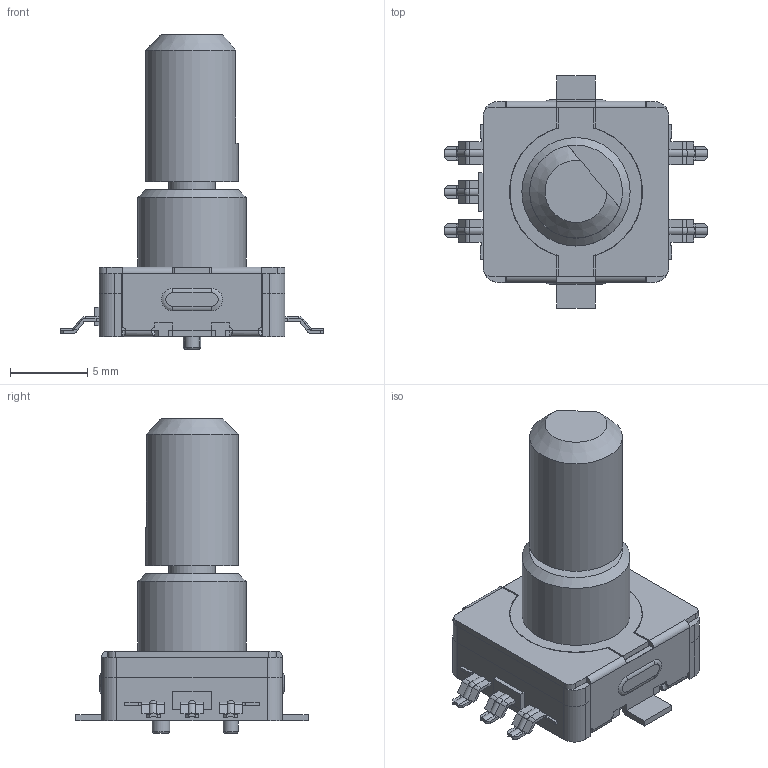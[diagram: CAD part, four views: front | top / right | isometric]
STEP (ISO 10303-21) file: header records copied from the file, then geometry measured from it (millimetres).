
FILE_DESCRIPTION(/* description */ (''),/* implementation_level */ '2;1');
FILE_NAME(/* name */ 'Assembly.step',/* time_stamp */ '2026-01-28T20:28:09-06:00',/* author */ (''),/* organization */ (''),/* preprocessor_version */ 'ST-DEVELOPER v20.1',/* originating_system */ 'Autodesk Translation Framework v14.21.0.0',/* authorisation */ '');
FILE_SCHEMA (('AUTOMOTIVE_DESIGN { 1 0 10303 214 3 1 1 }'));
Length unit declared in the file: millimetre
Products named in the file (5): Untitled; ?C11-SMD-15F; Lb5; 15F; EC11-Housing-SMD
Assembly tree (4 placements, depth 3):
  Untitled
    ?C11-SMD-15F
      Lb5
      15F
      EC11-Housing-SMD
Bounding box: 17 x 15 x 20.3 mm (x, y, z)
Volume: 1046 mm3; surface area: 1623.6 mm2
Topology: 9 solids, 9 shells, 472 faces, 1178 edges, 714 vertices
Faces by surface type: plane 295, cylinder 132, bspline 32, torus 11, cone 2
Full cylindrical faces by diameter (mm): 0.95 x1, 1.15 x1, 3 x2, 6 x1, 7 x1
Entity records: 15361 total; most frequent: CARTESIAN_POINT 3974, DIRECTION 2355, ORIENTED_EDGE 2338, EDGE_CURVE 1169, LINE 845, VECTOR 845, AXIS2_PLACEMENT_3D 755, VERTEX_POINT 714
